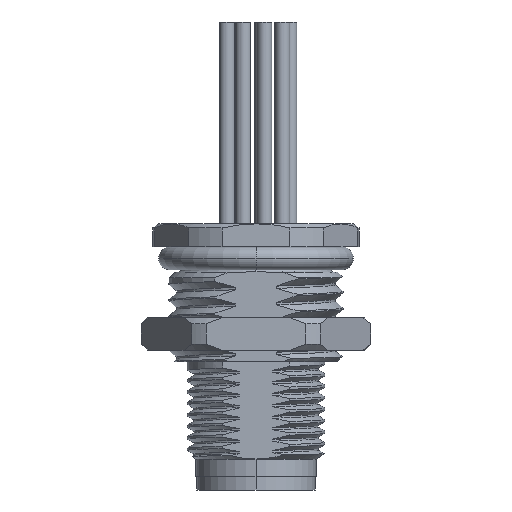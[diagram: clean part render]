
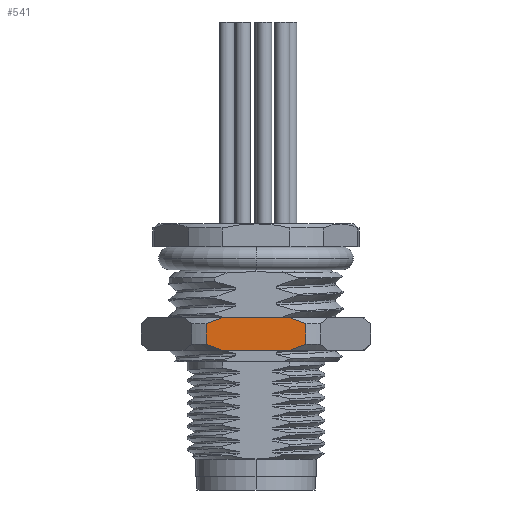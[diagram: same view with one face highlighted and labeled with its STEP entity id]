
A CAD part, left-side view. The second image highlights one B-rep face of the part: STEP entity #541.
In plain terms, the highlighted planar face has unit normal (-1, 0, 0).
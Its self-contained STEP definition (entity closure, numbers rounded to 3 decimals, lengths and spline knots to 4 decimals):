
#27 = LINE ( 'NONE', #25876, #19085 ) ;
#63 = CARTESIAN_POINT ( 'NONE',  ( -9., -3.0414, -8.2 ) ) ;
#330 = ORIENTED_EDGE ( 'NONE', *, *, #7741, .F. ) ;
#366 = CARTESIAN_POINT ( 'NONE',  ( -9., 4.3589, -10.5 ) ) ;
#541 = ADVANCED_FACE ( 'NONE', ( #1003 ), #21598, .T. ) ;
#671 = AXIS2_PLACEMENT_3D ( 'NONE', #8595, #3544, #32226 ) ;
#1003 = FACE_OUTER_BOUND ( 'NONE', #3271, .T. ) ;
#1308 = CARTESIAN_POINT ( 'NONE',  ( -9., 4.3589, -8.7 ) ) ;
#1373 = EDGE_CURVE ( 'NONE', #11557, #14171, #23854, .T. ) ;
#1987 = EDGE_CURVE ( 'NONE', #22324, #26680, #32260, .T. ) ;
#2033 = CARTESIAN_POINT ( 'NONE',  ( -9., -3.0414, -8.2 ) ) ;
#2203 = VERTEX_POINT ( 'NONE', #2526 ) ;
#2376 = CARTESIAN_POINT ( 'NONE',  ( -9., -3.4716, -10.8565 ) ) ;
#2526 = CARTESIAN_POINT ( 'NONE',  ( -9., -3.0414, -11. ) ) ;
#3271 = EDGE_LOOP ( 'NONE', ( #24031, #6940, #33289, #16743, #8230, #28034, #8124, #330 ) ) ;
#3322 = VECTOR ( 'NONE', #23041, 1000. ) ;
#3544 = DIRECTION ( 'NONE',  ( -1., 0., 0. ) ) ;
#4004 = CARTESIAN_POINT ( 'NONE',  ( -9., 3.9089, -10.6906 ) ) ;
#4895 = CARTESIAN_POINT ( 'NONE',  ( -9., -4.3589, -8.7 ) ) ;
#5305 = CARTESIAN_POINT ( 'NONE',  ( -9., -3.0414, -11. ) ) ;
#5498 = EDGE_CURVE ( 'NONE', #22324, #28715, #23552, .T. ) ;
#6105 = EDGE_CURVE ( 'NONE', #26680, #13342, #18225, .T. ) ;
#6522 = CARTESIAN_POINT ( 'NONE',  ( -9., 3.471, -10.8567 ) ) ;
#6940 = ORIENTED_EDGE ( 'NONE', *, *, #1373, .T. ) ;
#7435 = CARTESIAN_POINT ( 'NONE',  ( -9., -3.1839, -10.9544 ) ) ;
#7741 = EDGE_CURVE ( 'NONE', #13540, #28715, #9981, .T. ) ;
#8124 = ORIENTED_EDGE ( 'NONE', *, *, #5498, .T. ) ;
#8230 = ORIENTED_EDGE ( 'NONE', *, *, #6105, .F. ) ;
#8595 = CARTESIAN_POINT ( 'NONE',  ( -9., -4.3589, -8.2 ) ) ;
#9981 = B_SPLINE_CURVE_WITH_KNOTS ( 'NONE', 3,
 ( #18672, #10222, #28969, #25946, #23078, #28315 ),
 .UNSPECIFIED., .F., .F.,
 ( 4, 1, 1, 4 ),
 ( 0., 0.3333, 0.6667, 1. ),
 .UNSPECIFIED. ) ;
#10067 = B_SPLINE_CURVE_WITH_KNOTS ( 'NONE', 3,
 ( #28386, #7435, #2376, #18086, #22981, #28041 ),
 .UNSPECIFIED., .F., .F.,
 ( 4, 1, 1, 4 ),
 ( 0., 0.3333, 0.6667, 1. ),
 .UNSPECIFIED. ) ;
#10161 = EDGE_CURVE ( 'NONE', #2203, #13342, #10067, .T. ) ;
#10222 = CARTESIAN_POINT ( 'NONE',  ( -9., 4.2079, -8.6342 ) ) ;
#10664 = DIRECTION ( 'NONE',  ( 0., 0., -1. ) ) ;
#11284 = CARTESIAN_POINT ( 'NONE',  ( -9., -4.3589, -8.7 ) ) ;
#11557 = VERTEX_POINT ( 'NONE', #366 ) ;
#12489 = CARTESIAN_POINT ( 'NONE',  ( -9., -3.9095, -8.5096 ) ) ;
#13342 = VERTEX_POINT ( 'NONE', #19189 ) ;
#13540 = VERTEX_POINT ( 'NONE', #1308 ) ;
#13566 = LINE ( 'NONE', #5305, #27091 ) ;
#14171 = VERTEX_POINT ( 'NONE', #26817 ) ;
#15366 = CARTESIAN_POINT ( 'NONE',  ( -9., -3.4716, -8.3435 ) ) ;
#16743 = ORIENTED_EDGE ( 'NONE', *, *, #10161, .T. ) ;
#17155 = EDGE_CURVE ( 'NONE', #2203, #14171, #13566, .T. ) ;
#17321 = CARTESIAN_POINT ( 'NONE',  ( -9., 3.0414, -11. ) ) ;
#17893 = CARTESIAN_POINT ( 'NONE',  ( -9., -4.2081, -8.6343 ) ) ;
#18086 = CARTESIAN_POINT ( 'NONE',  ( -9., -3.9095, -10.6904 ) ) ;
#18225 = LINE ( 'NONE', #31545, #22255 ) ;
#18672 = CARTESIAN_POINT ( 'NONE',  ( -9., 4.3589, -8.7 ) ) ;
#18721 = DIRECTION ( 'NONE',  ( 0., 0., -1. ) ) ;
#19085 = VECTOR ( 'NONE', #10664, 1000. ) ;
#19189 = CARTESIAN_POINT ( 'NONE',  ( -9., -4.3589, -10.5 ) ) ;
#19528 = CARTESIAN_POINT ( 'NONE',  ( -9., 3.0414, -8.2 ) ) ;
#19921 = CARTESIAN_POINT ( 'NONE',  ( -9., -3.1839, -8.2456 ) ) ;
#20698 = EDGE_CURVE ( 'NONE', #13540, #11557, #27, .T. ) ;
#20838 = DIRECTION ( 'NONE',  ( 0., 1., 0. ) ) ;
#21598 = PLANE ( 'NONE',  #671 ) ;
#22255 = VECTOR ( 'NONE', #18721, 1000. ) ;
#22324 = VERTEX_POINT ( 'NONE', #24130 ) ;
#22981 = CARTESIAN_POINT ( 'NONE',  ( -9., -4.2081, -10.5657 ) ) ;
#23041 = DIRECTION ( 'NONE',  ( 0., 1., 0. ) ) ;
#23078 = CARTESIAN_POINT ( 'NONE',  ( -9., 3.1837, -8.2456 ) ) ;
#23552 = LINE ( 'NONE', #63, #3322 ) ;
#23854 = B_SPLINE_CURVE_WITH_KNOTS ( 'NONE', 3,
 ( #29655, #30153, #4004, #6522, #24606, #17321 ),
 .UNSPECIFIED., .F., .F.,
 ( 4, 1, 1, 4 ),
 ( 0., 0.3333, 0.6667, 1. ),
 .UNSPECIFIED. ) ;
#24031 = ORIENTED_EDGE ( 'NONE', *, *, #20698, .T. ) ;
#24130 = CARTESIAN_POINT ( 'NONE',  ( -9., -3.0414, -8.2 ) ) ;
#24606 = CARTESIAN_POINT ( 'NONE',  ( -9., 3.1837, -10.9544 ) ) ;
#25876 = CARTESIAN_POINT ( 'NONE',  ( -9., 4.3589, -8.7 ) ) ;
#25946 = CARTESIAN_POINT ( 'NONE',  ( -9., 3.471, -8.3433 ) ) ;
#26680 = VERTEX_POINT ( 'NONE', #11284 ) ;
#26817 = CARTESIAN_POINT ( 'NONE',  ( -9., 3.0414, -11. ) ) ;
#27091 = VECTOR ( 'NONE', #20838, 1000. ) ;
#28034 = ORIENTED_EDGE ( 'NONE', *, *, #1987, .F. ) ;
#28041 = CARTESIAN_POINT ( 'NONE',  ( -9., -4.3589, -10.5 ) ) ;
#28315 = CARTESIAN_POINT ( 'NONE',  ( -9., 3.0414, -8.2 ) ) ;
#28386 = CARTESIAN_POINT ( 'NONE',  ( -9., -3.0414, -11. ) ) ;
#28715 = VERTEX_POINT ( 'NONE', #19528 ) ;
#28969 = CARTESIAN_POINT ( 'NONE',  ( -9., 3.9089, -8.5094 ) ) ;
#29655 = CARTESIAN_POINT ( 'NONE',  ( -9., 4.3589, -10.5 ) ) ;
#30153 = CARTESIAN_POINT ( 'NONE',  ( -9., 4.2079, -10.5658 ) ) ;
#31545 = CARTESIAN_POINT ( 'NONE',  ( -9., -4.3589, -8.7 ) ) ;
#32226 = DIRECTION ( 'NONE',  ( 0., 1., 0. ) ) ;
#32260 = B_SPLINE_CURVE_WITH_KNOTS ( 'NONE', 3,
 ( #2033, #19921, #15366, #12489, #17893, #4895 ),
 .UNSPECIFIED., .F., .F.,
 ( 4, 1, 1, 4 ),
 ( 0., 0.3333, 0.6667, 1. ),
 .UNSPECIFIED. ) ;
#33289 = ORIENTED_EDGE ( 'NONE', *, *, #17155, .F. ) ;
